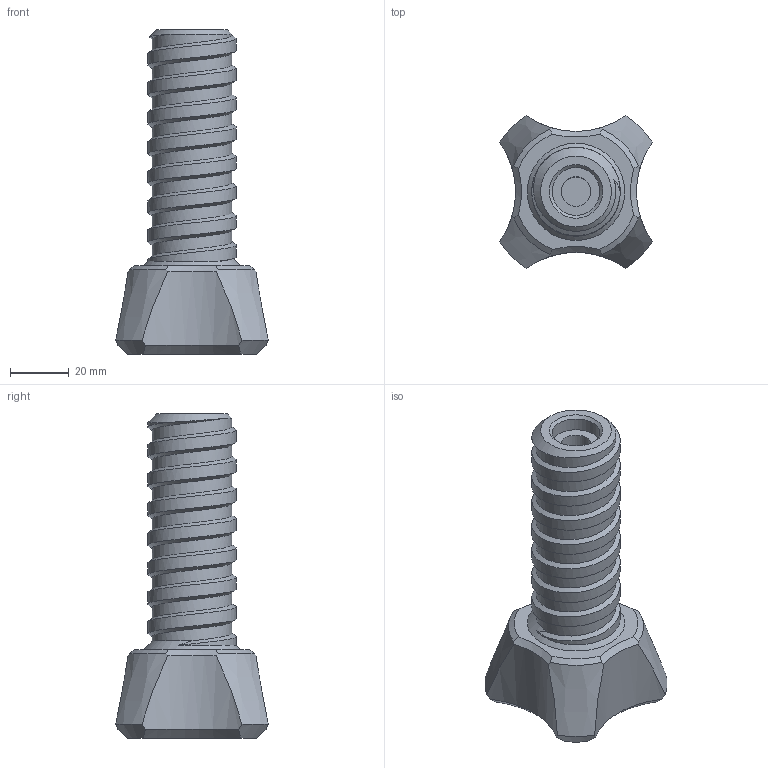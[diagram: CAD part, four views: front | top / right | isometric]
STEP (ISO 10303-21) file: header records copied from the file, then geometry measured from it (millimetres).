
FILE_DESCRIPTION(/* description */ ('STEP AP214'),/* implementation_level */ '2;1');
FILE_NAME(/* name */ '60527421eee5821888baeb8f',/* time_stamp */ '2021-03-17T21:26:58+00:00',/* author */ (''),/* organization */ (''),/* preprocessor_version */ 'ST-DEVELOPER v18.1',/* originating_system */ ' ',/* authorisation */ ' ');
FILE_SCHEMA (('AUTOMOTIVE_DESIGN {1 0 10303 214 3 1 1}'));
Length unit declared in the file: metre
Products named in the file (1): screw_80mm
Bounding box: 51.71 x 51.71 x 110 mm (x, y, z)
Volume: 95244.9 mm3; surface area: 19929 mm2
Topology: 1 solids, 1 shells, 41 faces, 105 edges, 70 vertices
Faces by surface type: cone 24, cylinder 9, plane 6, bspline 2
Full cylindrical faces by diameter (mm): 10 x1, 16.2 x2
Entity records: 2418 total; most frequent: CARTESIAN_POINT 1504, ORIENTED_EDGE 188, DIRECTION 172, EDGE_CURVE 94, AXIS2_PLACEMENT_3D 86, VERTEX_POINT 66, EDGE_LOOP 52, FACE_BOUND 52
